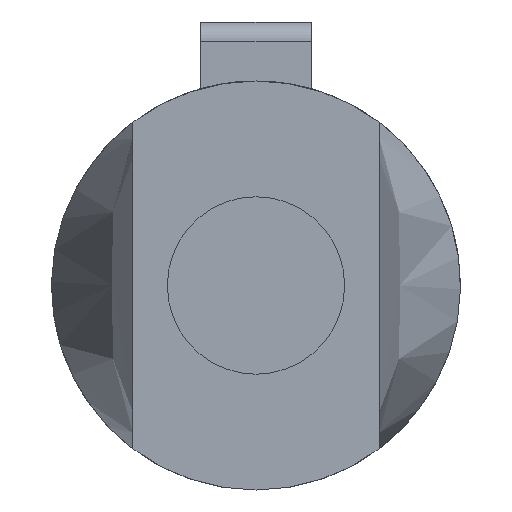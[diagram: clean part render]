
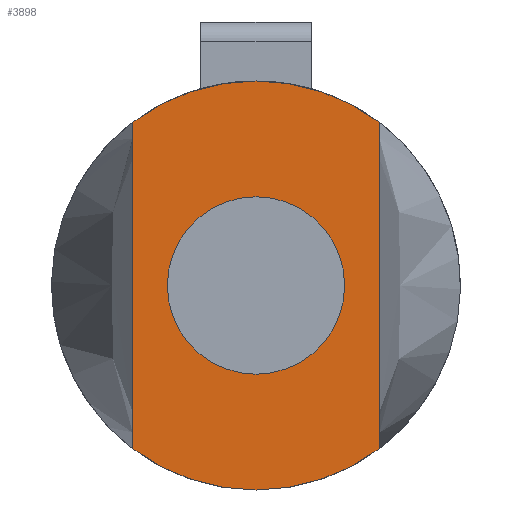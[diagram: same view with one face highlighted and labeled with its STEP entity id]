
A CAD part, front view. The second image highlights one B-rep face of the part: STEP entity #3898.
In plain terms, the highlighted planar face has unit normal (0, -1, 0).
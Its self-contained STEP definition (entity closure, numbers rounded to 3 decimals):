
#231 = ORIENTED_EDGE ( 'NONE', *, *, #3923, .F. ) ;
#236 = CARTESIAN_POINT ( 'NONE',  ( 0., -36.13, 0. ) ) ;
#319 = CARTESIAN_POINT ( 'NONE',  ( 0., -36.13, 0. ) ) ;
#443 = CARTESIAN_POINT ( 'NONE',  ( 6.2, -36.13, 14.855 ) ) ;
#680 = CIRCLE ( 'NONE', #1999, 10.3 ) ;
#730 = CARTESIAN_POINT ( 'NONE',  ( 0., -36.13, 0. ) ) ;
#995 = CIRCLE ( 'NONE', #3387, 4.467 ) ;
#1019 = VERTEX_POINT ( 'NONE', #3895 ) ;
#1056 = CIRCLE ( 'NONE', #1104, 10.3 ) ;
#1104 = AXIS2_PLACEMENT_3D ( 'NONE', #319, #4318, #4305 ) ;
#1112 = VERTEX_POINT ( 'NONE', #1677 ) ;
#1138 = PLANE ( 'NONE',  #3224 ) ;
#1237 = EDGE_LOOP ( 'NONE', ( #4765, #4936, #231, #4845, #4836 ) ) ;
#1299 = VECTOR ( 'NONE', #1750, 1000. ) ;
#1312 = EDGE_LOOP ( 'NONE', ( #4214, #2904 ) ) ;
#1421 = VECTOR ( 'NONE', #3588, 1000. ) ;
#1576 = CARTESIAN_POINT ( 'NONE',  ( 0., -36.13, -4.467 ) ) ;
#1677 = CARTESIAN_POINT ( 'NONE',  ( -6.2, -36.13, -8.225 ) ) ;
#1735 = EDGE_CURVE ( 'NONE', #3838, #4018, #2733, .T. ) ;
#1750 = DIRECTION ( 'NONE',  ( 0., 0., 1. ) ) ;
#1761 = AXIS2_PLACEMENT_3D ( 'NONE', #2055, #3225, #2468 ) ;
#1801 = CARTESIAN_POINT ( 'NONE',  ( 0., -36.13, 0. ) ) ;
#1814 = DIRECTION ( 'NONE',  ( 0., 1., 0. ) ) ;
#1999 = AXIS2_PLACEMENT_3D ( 'NONE', #236, #2613, #2561 ) ;
#2054 = AXIS2_PLACEMENT_3D ( 'NONE', #730, #4261, #4308 ) ;
#2055 = CARTESIAN_POINT ( 'NONE',  ( 0., -36.13, 0. ) ) ;
#2300 = DIRECTION ( 'NONE',  ( 0., 1., 0. ) ) ;
#2425 = CARTESIAN_POINT ( 'NONE',  ( -6.2, -36.13, 8.225 ) ) ;
#2468 = DIRECTION ( 'NONE',  ( 0., 0., 1. ) ) ;
#2561 = DIRECTION ( 'NONE',  ( 0., 0., 1. ) ) ;
#2595 = EDGE_CURVE ( 'NONE', #4595, #4771, #1056, .T. ) ;
#2611 = FACE_OUTER_BOUND ( 'NONE', #1237, .T. ) ;
#2613 = DIRECTION ( 'NONE',  ( 0., 1., 0. ) ) ;
#2725 = LINE ( 'NONE', #4160, #1299 ) ;
#2733 = CIRCLE ( 'NONE', #1761, 4.467 ) ;
#2877 = CARTESIAN_POINT ( 'NONE',  ( 6.2, -36.13, 8.225 ) ) ;
#2904 = ORIENTED_EDGE ( 'NONE', *, *, #3786, .T. ) ;
#3128 = CARTESIAN_POINT ( 'NONE',  ( 10.3, -36.13, 0. ) ) ;
#3224 = AXIS2_PLACEMENT_3D ( 'NONE', #3128, #2300, #3896 ) ;
#3225 = DIRECTION ( 'NONE',  ( 0., 1., 0. ) ) ;
#3272 = FACE_BOUND ( 'NONE', #1312, .T. ) ;
#3387 = AXIS2_PLACEMENT_3D ( 'NONE', #1801, #1814, #3853 ) ;
#3409 = EDGE_CURVE ( 'NONE', #3526, #1019, #4599, .T. ) ;
#3526 = VERTEX_POINT ( 'NONE', #2877 ) ;
#3553 = EDGE_CURVE ( 'NONE', #1112, #4595, #2725, .T. ) ;
#3588 = DIRECTION ( 'NONE',  ( 0., 0., -1. ) ) ;
#3786 = EDGE_CURVE ( 'NONE', #4018, #3838, #995, .T. ) ;
#3838 = VERTEX_POINT ( 'NONE', #4231 ) ;
#3853 = DIRECTION ( 'NONE',  ( 0., 0., 1. ) ) ;
#3895 = CARTESIAN_POINT ( 'NONE',  ( 6.2, -36.13, -8.225 ) ) ;
#3896 = DIRECTION ( 'NONE',  ( 0., 0., 1. ) ) ;
#3898 = ADVANCED_FACE ( 'NONE', ( #2611, #3272 ), #1138, .F. ) ;
#3923 = EDGE_CURVE ( 'NONE', #1019, #1112, #4472, .T. ) ;
#4018 = VERTEX_POINT ( 'NONE', #1576 ) ;
#4155 = CARTESIAN_POINT ( 'NONE',  ( 0., -36.13, 10.3 ) ) ;
#4160 = CARTESIAN_POINT ( 'NONE',  ( -6.2, -36.13, 14.855 ) ) ;
#4214 = ORIENTED_EDGE ( 'NONE', *, *, #1735, .T. ) ;
#4231 = CARTESIAN_POINT ( 'NONE',  ( 0., -36.13, 4.467 ) ) ;
#4261 = DIRECTION ( 'NONE',  ( 0., 1., 0. ) ) ;
#4305 = DIRECTION ( 'NONE',  ( 0., 0., 1. ) ) ;
#4308 = DIRECTION ( 'NONE',  ( 0., 0., 1. ) ) ;
#4318 = DIRECTION ( 'NONE',  ( 0., 1., 0. ) ) ;
#4472 = CIRCLE ( 'NONE', #2054, 10.3 ) ;
#4595 = VERTEX_POINT ( 'NONE', #2425 ) ;
#4599 = LINE ( 'NONE', #443, #1421 ) ;
#4765 = ORIENTED_EDGE ( 'NONE', *, *, #2595, .F. ) ;
#4771 = VERTEX_POINT ( 'NONE', #4155 ) ;
#4788 = EDGE_CURVE ( 'NONE', #4771, #3526, #680, .T. ) ;
#4836 = ORIENTED_EDGE ( 'NONE', *, *, #4788, .F. ) ;
#4845 = ORIENTED_EDGE ( 'NONE', *, *, #3409, .F. ) ;
#4936 = ORIENTED_EDGE ( 'NONE', *, *, #3553, .F. ) ;
